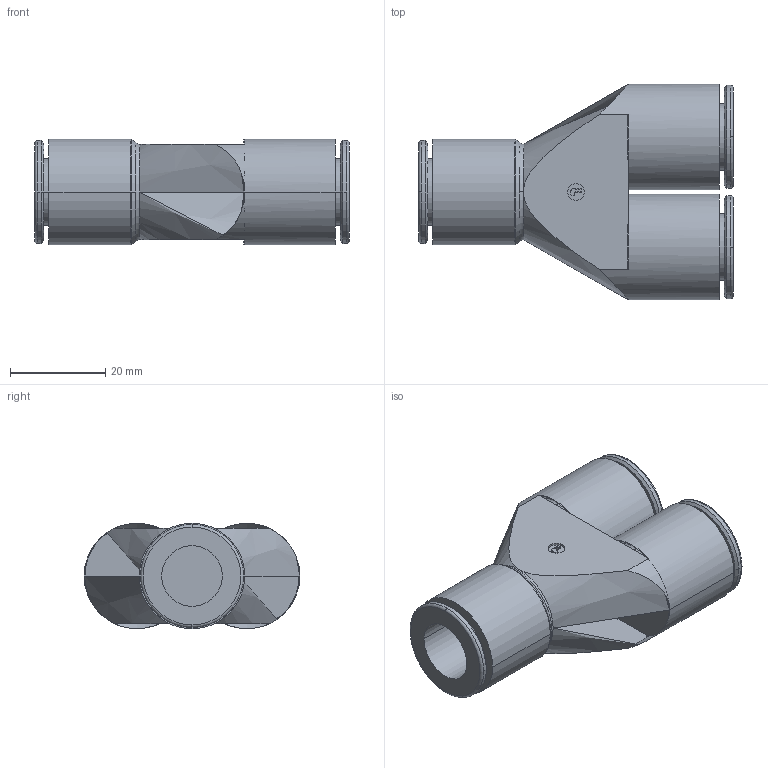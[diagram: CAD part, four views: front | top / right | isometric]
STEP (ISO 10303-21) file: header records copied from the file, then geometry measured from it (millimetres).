
FILE_DESCRIPTION(('STEP AP214'),'1');
FILE_NAME('6340_62_00WP2.stp','2016-07-07T14:18:36',('TraceParts'),('TraceParts S.A.'),'Spatial InterOp 3D',' ',' ');
FILE_SCHEMA(('automotive_design'));
Length unit declared in the file: millimetre
Products named in the file (1): 1
Bounding box: 65.92 x 45.2 x 22.1 mm (x, y, z)
Volume: 29921 mm3; surface area: 13001 mm2
Topology: 1 solids, 1 shells, 112 faces, 288 edges, 187 vertices
Faces by surface type: plane 36, cylinder 32, torus 24, cone 20
Entity records: 3742 total; most frequent: CARTESIAN_POINT 912, DIRECTION 641, ORIENTED_EDGE 576, EDGE_CURVE 288, AXIS2_PLACEMENT_3D 272, VERTEX_POINT 187, CIRCLE 159, EDGE_LOOP 125
